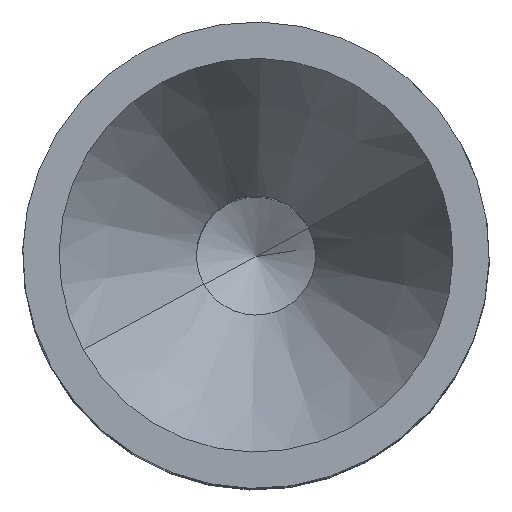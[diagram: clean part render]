
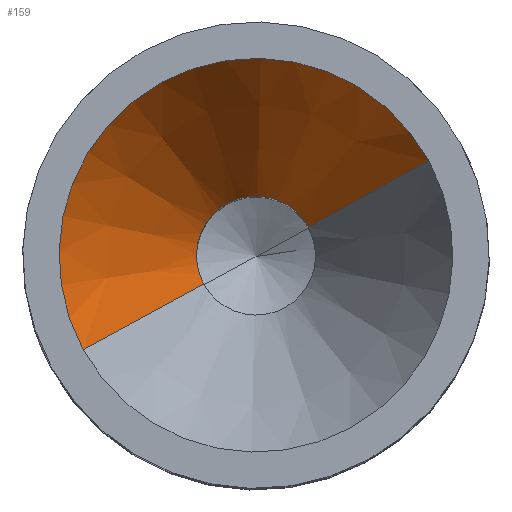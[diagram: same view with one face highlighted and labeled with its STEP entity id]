
A CAD part, top view. The second image highlights one B-rep face of the part: STEP entity #159.
In plain terms, the highlighted conical face has half-angle 29.957 degrees and reference radius 0.574 mm.
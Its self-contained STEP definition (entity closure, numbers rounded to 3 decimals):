
#141=AXIS2_PLACEMENT_3D('Cone Axis2P3D',#138,#139,#140) ;
#145=AXIS2_PLACEMENT_3D('Circle Axis2P3D',#143,#144,$) ;
#150=AXIS2_PLACEMENT_3D('Circle Axis2P3D',#148,#149,$) ;
#40=CARTESIAN_POINT('Vertex',(1.746,1.975,22.7)) ;
#42=CARTESIAN_POINT('Vertex',(2.754,2.525,22.7)) ;
#45=CARTESIAN_POINT('Line Origine',(-219109.135,-119698.845,433221.916)) ;
#49=CARTESIAN_POINT('Vertex',(0.583,1.339,25.)) ;
#56=CARTESIAN_POINT('Vertex',(3.917,3.161,25.)) ;
#59=CARTESIAN_POINT('Line Origine',(219113.635,119703.345,433221.916)) ;
#138=CARTESIAN_POINT('Axis2P3D Location',(2.25,2.25,22.7)) ;
#143=CARTESIAN_POINT('Axis2P3D Location',(2.25,2.25,22.7)) ;
#148=CARTESIAN_POINT('Axis2P3D Location',(2.25,2.25,25.)) ;
#46=DIRECTION('Vector Direction',(-0.438,-0.239,0.866)) ;
#60=DIRECTION('Vector Direction',(0.438,0.239,0.866)) ;
#139=DIRECTION('Axis2P3D Direction',(0.,0.,1.)) ;
#140=DIRECTION('Axis2P3D XDirection',(0.878,0.479,0.)) ;
#144=DIRECTION('Axis2P3D Direction',(0.,-0.,1.)) ;
#149=DIRECTION('Axis2P3D Direction',(0.,-0.,1.)) ;
#47=VECTOR('Line Direction',#46,1.) ;
#61=VECTOR('Line Direction',#60,1.) ;
#154=ORIENTED_EDGE('',*,*,#147,.F.) ;
#155=ORIENTED_EDGE('',*,*,#63,.T.) ;
#156=ORIENTED_EDGE('',*,*,#152,.T.) ;
#157=ORIENTED_EDGE('',*,*,#51,.F.) ;
#159=ADVANCED_FACE('Hauptkoerper',(#158),#142,.F.) ;
#146=CIRCLE('generated circle',#145,0.574) ;
#151=CIRCLE('generated circle',#150,1.899) ;
#142=CONICAL_SURFACE('Cone',#141,0.574,0.523) ;
#51=EDGE_CURVE('',#41,#50,#48,.T.) ;
#63=EDGE_CURVE('',#43,#57,#62,.T.) ;
#147=EDGE_CURVE('',#43,#41,#146,.T.) ;
#152=EDGE_CURVE('',#57,#50,#151,.T.) ;
#153=EDGE_LOOP('',(#154,#155,#156,#157)) ;
#158=FACE_OUTER_BOUND('',#153,.T.) ;
#48=LINE('Line',#45,#47) ;
#62=LINE('Line',#59,#61) ;
#41=VERTEX_POINT('',#40) ;
#43=VERTEX_POINT('',#42) ;
#50=VERTEX_POINT('',#49) ;
#57=VERTEX_POINT('',#56) ;
